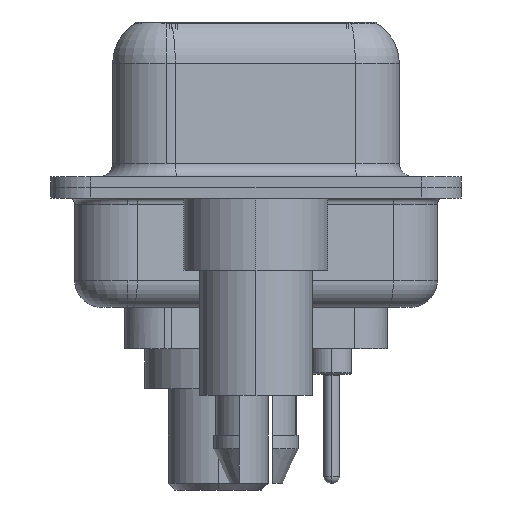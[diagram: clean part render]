
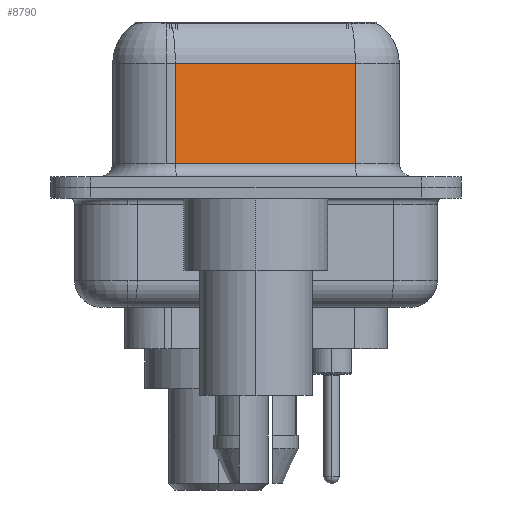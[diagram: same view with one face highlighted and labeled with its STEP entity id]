
A CAD part, left-side view. The second image highlights one B-rep face of the part: STEP entity #8790.
In plain terms, the highlighted planar face has unit normal (-0.985, -0.174, 0).
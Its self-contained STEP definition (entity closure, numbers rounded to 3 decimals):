
#320 = LINE ( 'NONE', #21246, #27917 ) ;
#1028 = ORIENTED_EDGE ( 'NONE', *, *, #21151, .T. ) ;
#2904 = VERTEX_POINT ( 'NONE', #26664 ) ;
#2973 = LINE ( 'NONE', #17765, #28897 ) ;
#6028 = DIRECTION ( 'NONE',  ( 0.985, 0.174, 0. ) ) ;
#6936 = DIRECTION ( 'NONE',  ( 0., 0., -1. ) ) ;
#8005 = VERTEX_POINT ( 'NONE', #13452 ) ;
#8142 = VECTOR ( 'NONE', #13665, 1000. ) ;
#8790 = ADVANCED_FACE ( 'NONE', ( #25586 ), #16631, .F. ) ;
#10934 = CARTESIAN_POINT ( 'NONE',  ( 4.43, 3.028, 0.9 ) ) ;
#11099 = AXIS2_PLACEMENT_3D ( 'NONE', #16522, #6028, #16749 ) ;
#12946 = DIRECTION ( 'NONE',  ( -0.174, 0.985, 0. ) ) ;
#13452 = CARTESIAN_POINT ( 'NONE',  ( 5.621, -3.722, 0.9 ) ) ;
#13665 = DIRECTION ( 'NONE',  ( 0., 0., -1. ) ) ;
#14599 = EDGE_CURVE ( 'NONE', #2904, #33128, #26991, .T. ) ;
#16522 = CARTESIAN_POINT ( 'NONE',  ( 5.621, -3.722, 6.4 ) ) ;
#16587 = CARTESIAN_POINT ( 'NONE',  ( 4.43, 3.028, 6.4 ) ) ;
#16631 = PLANE ( 'NONE',  #11099 ) ;
#16749 = DIRECTION ( 'NONE',  ( -0.174, 0.985, 0. ) ) ;
#17668 = ORIENTED_EDGE ( 'NONE', *, *, #23447, .F. ) ;
#17765 = CARTESIAN_POINT ( 'NONE',  ( 5.621, -3.722, 6.4 ) ) ;
#20744 = VERTEX_POINT ( 'NONE', #32684 ) ;
#21151 = EDGE_CURVE ( 'NONE', #20744, #2904, #320, .T. ) ;
#21246 = CARTESIAN_POINT ( 'NONE',  ( 5.621, -3.722, 4.65 ) ) ;
#22186 = VECTOR ( 'NONE', #30226, 1000. ) ;
#23447 = EDGE_CURVE ( 'NONE', #20744, #8005, #2973, .T. ) ;
#23859 = ORIENTED_EDGE ( 'NONE', *, *, #14599, .T. ) ;
#24329 = EDGE_CURVE ( 'NONE', #33128, #8005, #33832, .T. ) ;
#24745 = ORIENTED_EDGE ( 'NONE', *, *, #24329, .T. ) ;
#25586 = FACE_OUTER_BOUND ( 'NONE', #31618, .T. ) ;
#26664 = CARTESIAN_POINT ( 'NONE',  ( 4.43, 3.028, 4.65 ) ) ;
#26991 = LINE ( 'NONE', #16587, #8142 ) ;
#27917 = VECTOR ( 'NONE', #12946, 1000. ) ;
#28897 = VECTOR ( 'NONE', #6936, 1000. ) ;
#30105 = CARTESIAN_POINT ( 'NONE',  ( 5.621, -3.722, 0.9 ) ) ;
#30226 = DIRECTION ( 'NONE',  ( 0.174, -0.985, 0. ) ) ;
#31618 = EDGE_LOOP ( 'NONE', ( #17668, #1028, #23859, #24745 ) ) ;
#32684 = CARTESIAN_POINT ( 'NONE',  ( 5.621, -3.722, 4.65 ) ) ;
#33128 = VERTEX_POINT ( 'NONE', #10934 ) ;
#33832 = LINE ( 'NONE', #30105, #22186 ) ;
